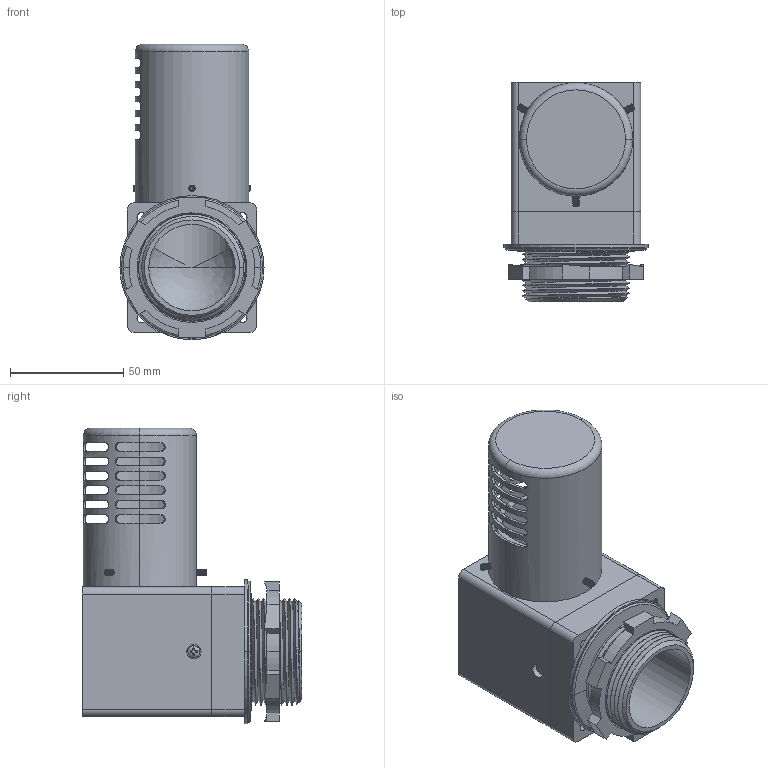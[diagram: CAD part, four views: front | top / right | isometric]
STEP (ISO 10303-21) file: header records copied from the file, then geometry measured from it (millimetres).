
FILE_DESCRIPTION((''),'2;1');
FILE_NAME('CAD-B0J9','2021-03-19T14:33:10',('dfuhrer'),(''),'CREO PARAMETRIC BY PTC INC, 2019292','CREO PARAMETRIC BY PTC INC, 2019292','');
FILE_SCHEMA(('AUTOMOTIVE_DESIGN { 1 0 10303 214 1 1 1 1 }'));
Products named in the file (1): CAD-B0J9
Bounding box: 63.5 x 96.82 x 130.18 mm (x, y, z)
Surface area: 73223 mm2 (no closed solid volume)
Topology: 0 solids, 22 shells, 285 faces, 1284 edges, 986 vertices
Faces by surface type: plane 110, cylinder 106, cone 34, bspline 22, sphere 7, torus 6
Entity records: 40683 total; most frequent: CARTESIAN_POINT 29139, ORIENTED_EDGE 1955, DIRECTION 1677, EDGE_CURVE 1279, VERTEX_POINT 986, AXIS2_PLACEMENT_3D 654, B_SPLINE_CURVE_WITH_KNOTS 519, CIRCLE 391
